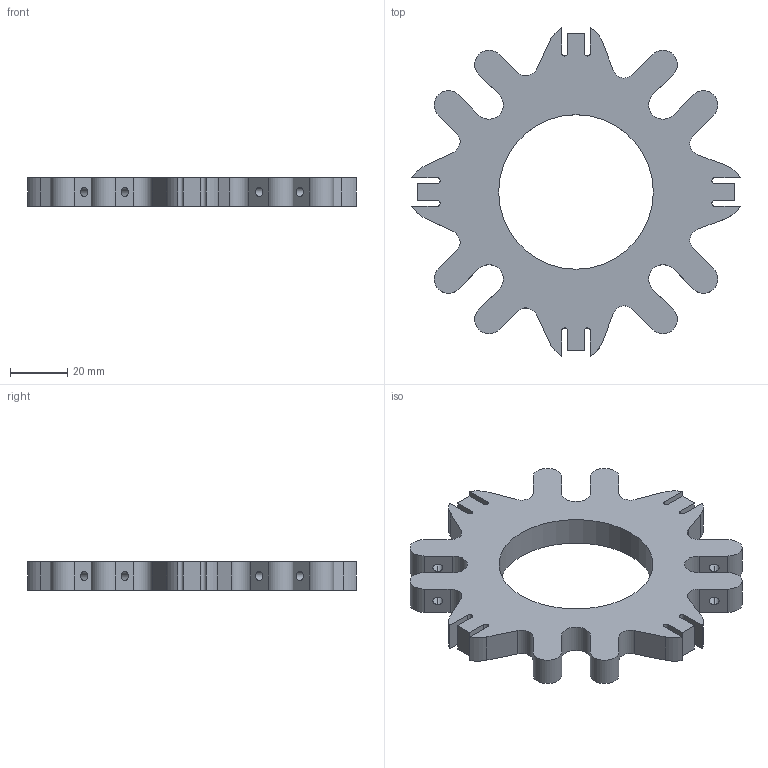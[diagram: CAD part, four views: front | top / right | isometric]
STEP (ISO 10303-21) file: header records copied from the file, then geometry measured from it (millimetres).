
FILE_DESCRIPTION( ( 'STEP AP203' ), '1' );
FILE_NAME( ' ', ' ', ( ' ' ), ( ' ' ), 'PSStep 10.0', ' ', ' ' );
FILE_SCHEMA( ( 'CONFIG_CONTROL_DESIGN' ) );
Length unit declared in the file: millimetre
Products named in the file (1): 1
Bounding box: 114.82 x 114.82 x 10 mm (x, y, z)
Volume: 55786.7 mm3; surface area: 20928.4 mm2
Topology: 1 solids, 1 shells, 99 faces, 291 edges, 194 vertices
Faces by surface type: cylinder 53, plane 46
Full cylindrical faces by diameter (mm): 54 x1
Entity records: 3406 total; most frequent: DIRECTION 596, CARTESIAN_POINT 584, ORIENTED_EDGE 580, EDGE_CURVE 290, AXIS2_PLACEMENT_3D 206, VERTEX_POINT 194, LINE 184, VECTOR 184
